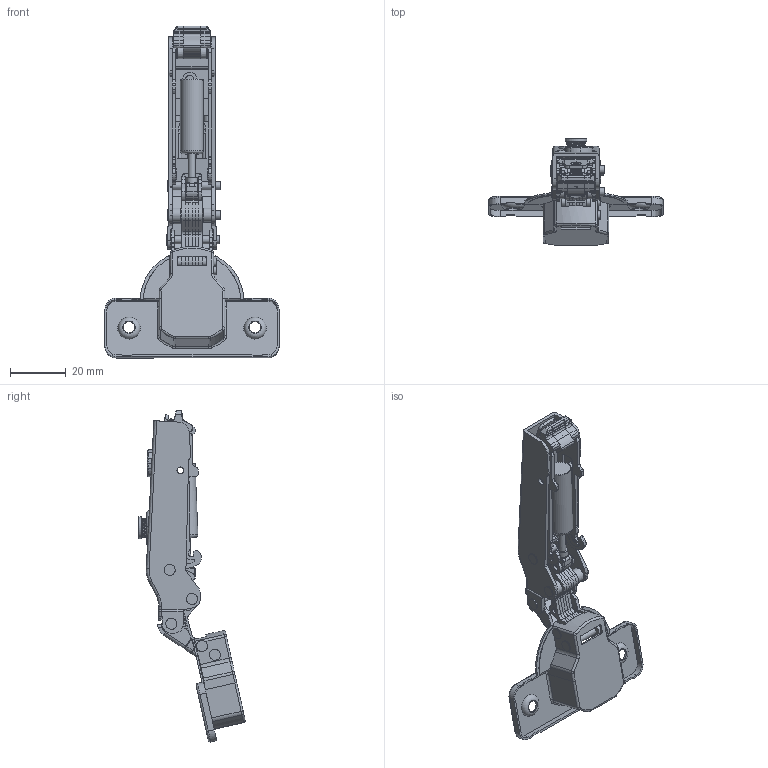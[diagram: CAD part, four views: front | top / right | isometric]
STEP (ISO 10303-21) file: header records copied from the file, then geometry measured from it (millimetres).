
FILE_DESCRIPTION(/* description */ ('STEP AP203'),/* implementation_level */ '2;1');
FILE_NAME(/* name */ 'ZM-HCSL09-3D.stp',/* time_stamp */ '2023-03-15T15:27:21+01:00',/* author */ ('BartlomiejH'),/* organization */ ('china'),/* preprocessor_version */ 'ST-DEVELOPER v19.2',/* originating_system */ 'Autodesk Inventor 2023',/* authorisation */ '');
FILE_SCHEMA (('AUTOMOTIVE_DESIGN { 1 0 10303 214 3 1 1 }'));
Products named in the file (22): HB¿î¿¨Ê½Æ«ÐÄÖ
±±Û½ÂÁ´+A05; HB¿îÆ«ÐÄÖ±±Û; R¿îËÄ¿×; __35½Â±­-Ã«Å÷-45+Ð¡¿Ú
+Ä¾¶µ+¿Õ°×+Ñ¹±ß¶µ; HBÖ±±ÛÈý½Ç; ¿ÛÃ±687; GZ; ¹ÄÍ²N6687; HQB¿îÆ«ÐÄÌõ×Ð×
é¼þ; HQB¿îÆ«ÐÄÌõ×Ð; CRºÏ½ð¿Û; 2.4X13.6Ã­¶¤; 004Ô²Ïßµ¯»É; 2.92; 7¡Á10.2µ÷½ÚË¿£¨
´óÍ·+ÓÐÃ×£©; 3x7.2ÐÄÐÎÆ«ÐÄ¶¤; ¹Ü×Ð3.5X5.0; HBÖ±±ÛÀû×Ð; 21E000260__ÖáÌ×-4.0x3.2; 21Z033501080010__3.5X10.8¶þ¼¶Ñ¹
»¨Õë; 2.92_1; 2.92_2
Assembly tree (24 placements, depth 3):
  HB¿î¿¨Ê½Æ«ÐÄÖ
±±Û½ÂÁ´+A05
    HB¿îÆ«ÐÄÖ±±Û
    R¿îËÄ¿×
    __35½Â±­-Ã«Å÷-45+Ð¡¿Ú
+Ä¾¶µ+¿Õ°×+Ñ¹±ß¶µ
    HBÖ±±ÛÈý½Ç
    ¿ÛÃ±687
    GZ
    ¹ÄÍ²N6687
    HQB¿îÆ«ÐÄÌõ×Ð×
é¼þ
      HQB¿îÆ«ÐÄÌõ×Ð
      CRºÏ½ð¿Û
      2.4X13.6Ã­¶¤
      004Ô²Ïßµ¯»É
    2.92  x3
    7¡Á10.2µ÷½ÚË¿£¨
´óÍ·+ÓÐÃ×£©
    3x7.2ÐÄÐÎÆ«ÐÄ¶¤
    ¹Ü×Ð3.5X5.0  x2
    HBÖ±±ÛÀû×Ð
    21E000260__ÖáÌ×-4.0x3.2
    21Z033501080010__3.5X10.8¶þ¼¶Ñ¹
»¨Õë
    2.92_1
    2.92_2
Bounding box: 62.2 x 38.02 x 118.57 mm (x, y, z)
Volume: 12073.3 mm3; surface area: 24479.1 mm2
Topology: 28 solids, 28 shells, 2145 faces, 5662 edges, 3627 vertices
Faces by surface type: plane 1168, cylinder 735, torus 94, bspline 82, cone 62, sphere 4
Full cylindrical faces by diameter (mm): 2 x2, 2.1 x2, 2.12 x4, 2.38 x4, 2.4 x12, 2.42 x5, 2.45 x1, 2.5 x2, 2.6 x1, 2.8 x2, 2.9 x7, 2.92 x16, 2.96 x1, 3 x1, 3.5 x2, 3.51 x6, 3.939 x5, 4 x2, 4.187 x1, 4.2 x6, 5 x3, 5.6 x1, 6.65 x1, 6.96 x8, 7.8 x1, 8.22 x1, 8.45 x1, 10.8 x1
Entity records: 76662 total; most frequent: CARTESIAN_POINT 21973, DIRECTION 11455, ORIENTED_EDGE 11258, EDGE_CURVE 5629, AXIS2_PLACEMENT_3D 3957, VERTEX_POINT 3611, LINE 3541, VECTOR 3541
